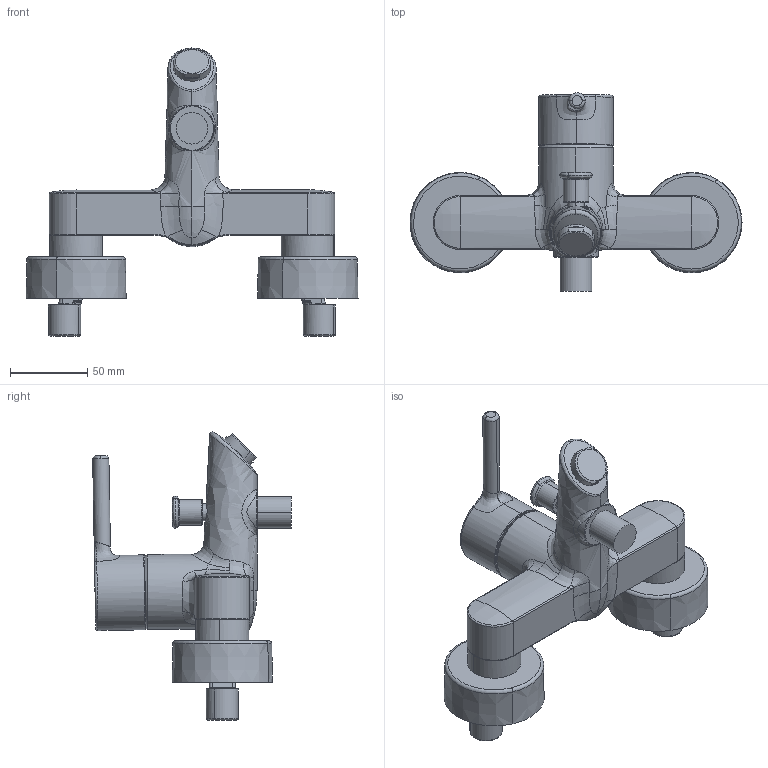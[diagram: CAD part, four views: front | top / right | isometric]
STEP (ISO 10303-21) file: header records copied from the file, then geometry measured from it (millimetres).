
FILE_DESCRIPTION (( 'STEP AP203' ), '1' );
FILE_NAME ('2640AU(2022)+52442267(2022).STEP', '2022-01-28T07:54:56', ( '' ), ( '' ), 'SwSTEP 2.0', 'SolidWorks 2016', '' );
FILE_SCHEMA (( 'CONFIG_CONTROL_DESIGN' ));
Length unit declared in the file: millimetre
Products named in the file (1): 2640AU(2022)+52442267(2022)
Bounding box: 214.95 x 128.63 x 186.48 mm (x, y, z)
Volume: 519144.6 mm3; surface area: 95493.3 mm2
Topology: 1 solids, 1 shells, 366 faces, 900 edges, 543 vertices
Faces by surface type: bspline 163, cylinder 104, plane 64, torus 14, cone 12, sphere 9
Entity records: 28501 total; most frequent: CARTESIAN_POINT 21191, ORIENTED_EDGE 1774, DIRECTION 1058, EDGE_CURVE 887, VERTEX_POINT 542, AXIS2_PLACEMENT_3D 426, B_SPLINE_CURVE_WITH_KNOTS 422, EDGE_LOOP 393
